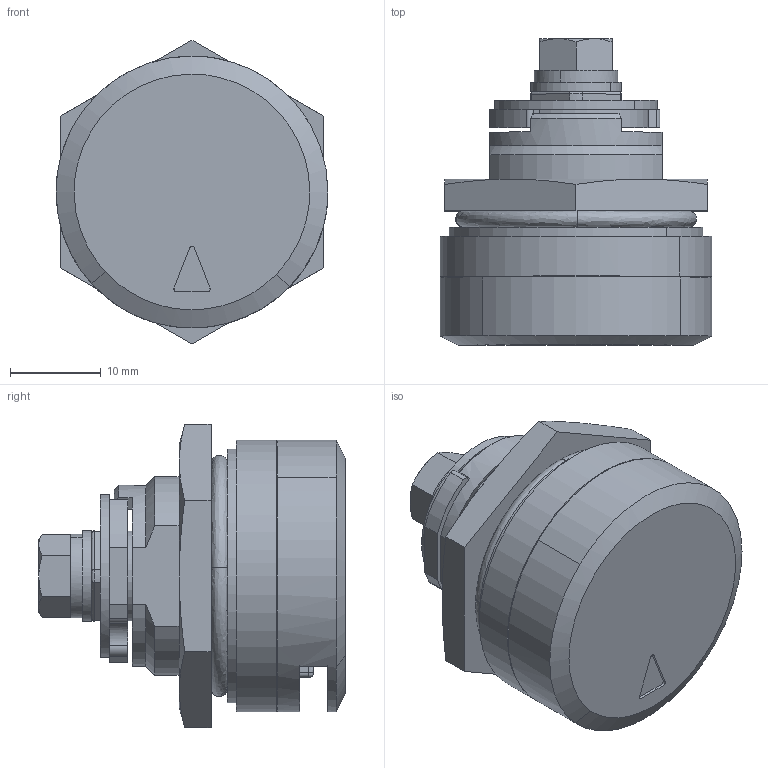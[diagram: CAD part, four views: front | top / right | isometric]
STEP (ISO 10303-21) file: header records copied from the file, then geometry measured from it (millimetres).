
FILE_DESCRIPTION((''),'2;1');
FILE_NAME('','2006-02-22T15:52:20',(''),(''),'','CADfix','');
FILE_SCHEMA(('AUTOMOTIVE_DESIGN'));
Length unit declared in the file: millimetre
Products named in the file (8): washer; rotor; packing; nut; control_cam; bolt; body; THA_418_2A_17659_36
Assembly tree (7 placements, depth 2):
  THA_418_2A_17659_36
    washer
    rotor
    packing
    nut
    control_cam
    bolt
    body
Bounding box: 30 x 33.8 x 33.49 mm (x, y, z)
Volume: 13182.7 mm3; surface area: 11097.5 mm2
Topology: 7 solids, 7 shells, 214 faces, 679 edges, 493 vertices
Faces by surface type: bspline 214
Entity records: 10187 total; most frequent: CARTESIAN_POINT 5960, ORIENTED_EDGE 1358, EDGE_CURVE 679, VERTEX_POINT 493, B_SPLINE_CURVE_WITH_KNOTS 396, QUASI_UNIFORM_CURVE 283, EDGE_LOOP 238, FACE_OUTER_BOUND 214
